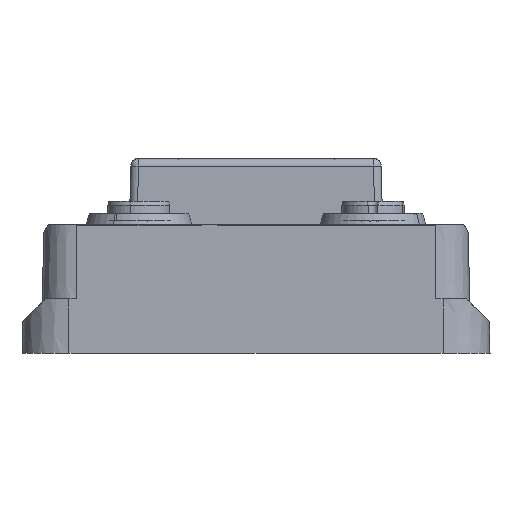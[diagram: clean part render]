
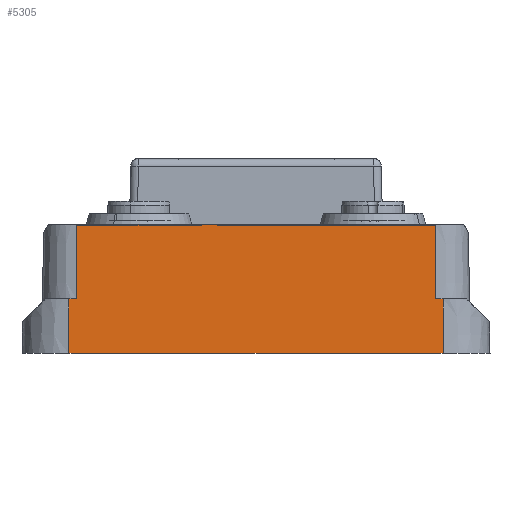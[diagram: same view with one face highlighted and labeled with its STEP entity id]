
A CAD part, front view. The second image highlights one B-rep face of the part: STEP entity #5305.
In plain terms, the highlighted planar face has unit normal (0, -1, 0.018).
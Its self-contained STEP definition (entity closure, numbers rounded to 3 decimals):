
#5237=AXIS2_PLACEMENT_3D('Plane Axis2P3D',#5234,#5235,#5236) ;
#1202=CARTESIAN_POINT('Vertex',(7.,0.288,16.5)) ;
#1205=CARTESIAN_POINT('Line Origine',(30.,0.288,16.5)) ;
#1209=CARTESIAN_POINT('Vertex',(53.,0.288,16.5)) ;
#5197=CARTESIAN_POINT('Line Origine',(53.,0.144,8.25)) ;
#5201=CARTESIAN_POINT('Vertex',(53.,0.122,7.)) ;
#5234=CARTESIAN_POINT('Axis2P3D Location',(60.,0.,0.)) ;
#5239=CARTESIAN_POINT('Line Origine',(30.,0.,0.)) ;
#5243=CARTESIAN_POINT('Vertex',(54.,0.,0.)) ;
#5245=CARTESIAN_POINT('Vertex',(53.,0.,0.)) ;
#5248=CARTESIAN_POINT('Line Origine',(54.,0.061,3.5)) ;
#5252=CARTESIAN_POINT('Vertex',(54.,0.122,7.)) ;
#5255=CARTESIAN_POINT('Line Origine',(30.,0.122,7.)) ;
#5260=CARTESIAN_POINT('Line Origine',(7.,0.061,3.5)) ;
#5264=CARTESIAN_POINT('Vertex',(7.,0.122,7.)) ;
#5267=CARTESIAN_POINT('Line Origine',(30.,0.122,7.)) ;
#5271=CARTESIAN_POINT('Vertex',(6.,0.122,7.)) ;
#5274=CARTESIAN_POINT('Line Origine',(6.,0.061,3.5)) ;
#5278=CARTESIAN_POINT('Vertex',(6.,0.,0.)) ;
#5281=CARTESIAN_POINT('Line Origine',(30.,0.,0.)) ;
#5285=CARTESIAN_POINT('Vertex',(7.,0.,0.)) ;
#5288=CARTESIAN_POINT('Line Origine',(30.,0.,0.)) ;
#1206=DIRECTION('Vector Direction',(1.,0.,0.)) ;
#5198=DIRECTION('Vector Direction',(0.,-0.017,-1.)) ;
#5235=DIRECTION('Axis2P3D Direction',(0.,-1.,0.017)) ;
#5236=DIRECTION('Axis2P3D XDirection',(-1.,0.,0.)) ;
#5240=DIRECTION('Vector Direction',(-1.,0.,0.)) ;
#5249=DIRECTION('Vector Direction',(0.,-0.017,-1.)) ;
#5256=DIRECTION('Vector Direction',(-1.,0.,0.)) ;
#5261=DIRECTION('Vector Direction',(0.,-0.017,-1.)) ;
#5268=DIRECTION('Vector Direction',(-1.,0.,0.)) ;
#5275=DIRECTION('Vector Direction',(0.,-0.017,-1.)) ;
#5282=DIRECTION('Vector Direction',(-1.,0.,0.)) ;
#5289=DIRECTION('Vector Direction',(-1.,0.,0.)) ;
#1207=VECTOR('Line Direction',#1206,1.) ;
#5199=VECTOR('Line Direction',#5198,1.) ;
#5241=VECTOR('Line Direction',#5240,1.) ;
#5250=VECTOR('Line Direction',#5249,1.) ;
#5257=VECTOR('Line Direction',#5256,1.) ;
#5262=VECTOR('Line Direction',#5261,1.) ;
#5269=VECTOR('Line Direction',#5268,1.) ;
#5276=VECTOR('Line Direction',#5275,1.) ;
#5283=VECTOR('Line Direction',#5282,1.) ;
#5290=VECTOR('Line Direction',#5289,1.) ;
#5294=ORIENTED_EDGE('',*,*,#5247,.F.) ;
#5295=ORIENTED_EDGE('',*,*,#5254,.T.) ;
#5296=ORIENTED_EDGE('',*,*,#5259,.F.) ;
#5297=ORIENTED_EDGE('',*,*,#5203,.T.) ;
#5298=ORIENTED_EDGE('',*,*,#1211,.F.) ;
#5299=ORIENTED_EDGE('',*,*,#5266,.F.) ;
#5300=ORIENTED_EDGE('',*,*,#5273,.F.) ;
#5301=ORIENTED_EDGE('',*,*,#5280,.F.) ;
#5302=ORIENTED_EDGE('',*,*,#5287,.F.) ;
#5303=ORIENTED_EDGE('',*,*,#5292,.F.) ;
#5305=ADVANCED_FACE('327588.1\\427559.1\\Gehaeuse',(#5304),#5238,.T.) ;
#1211=EDGE_CURVE('',#1203,#1210,#1208,.T.) ;
#5203=EDGE_CURVE('',#5202,#1210,#5200,.F.) ;
#5247=EDGE_CURVE('',#5244,#5246,#5242,.T.) ;
#5254=EDGE_CURVE('',#5244,#5253,#5251,.F.) ;
#5259=EDGE_CURVE('',#5202,#5253,#5258,.F.) ;
#5266=EDGE_CURVE('',#5265,#1203,#5263,.F.) ;
#5273=EDGE_CURVE('',#5272,#5265,#5270,.F.) ;
#5280=EDGE_CURVE('',#5279,#5272,#5277,.F.) ;
#5287=EDGE_CURVE('',#5286,#5279,#5284,.T.) ;
#5292=EDGE_CURVE('',#5246,#5286,#5291,.T.) ;
#5293=EDGE_LOOP('',(#5294,#5295,#5296,#5297,#5298,#5299,#5300,#5301,#5302,#5303)) ;
#5304=FACE_OUTER_BOUND('',#5293,.T.) ;
#1208=LINE('Line',#1205,#1207) ;
#5200=LINE('Line',#5197,#5199) ;
#5242=LINE('Line',#5239,#5241) ;
#5251=LINE('Line',#5248,#5250) ;
#5258=LINE('Line',#5255,#5257) ;
#5263=LINE('Line',#5260,#5262) ;
#5270=LINE('Line',#5267,#5269) ;
#5277=LINE('Line',#5274,#5276) ;
#5284=LINE('Line',#5281,#5283) ;
#5291=LINE('Line',#5288,#5290) ;
#5238=PLANE('',#5237) ;
#1203=VERTEX_POINT('',#1202) ;
#1210=VERTEX_POINT('',#1209) ;
#5202=VERTEX_POINT('',#5201) ;
#5244=VERTEX_POINT('',#5243) ;
#5246=VERTEX_POINT('',#5245) ;
#5253=VERTEX_POINT('',#5252) ;
#5265=VERTEX_POINT('',#5264) ;
#5272=VERTEX_POINT('',#5271) ;
#5279=VERTEX_POINT('',#5278) ;
#5286=VERTEX_POINT('',#5285) ;
